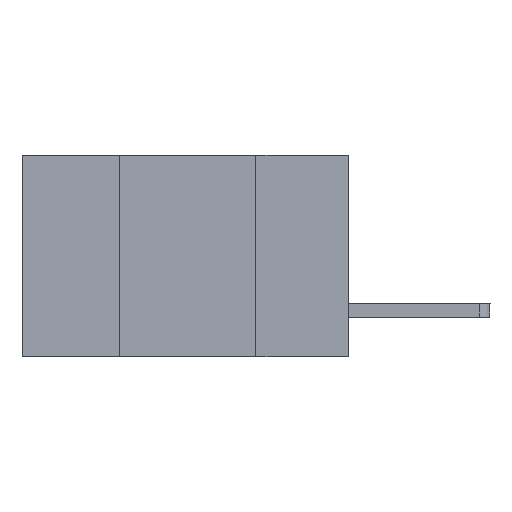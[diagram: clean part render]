
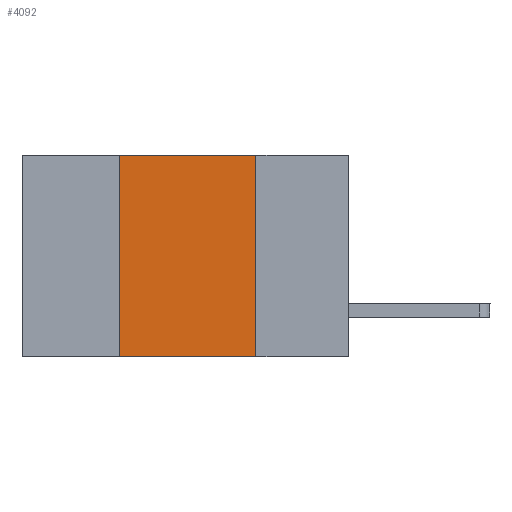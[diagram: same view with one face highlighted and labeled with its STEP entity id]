
A CAD part, left-side view. The second image highlights one B-rep face of the part: STEP entity #4092.
In plain terms, the highlighted planar face has unit normal (-1, 0, 0).
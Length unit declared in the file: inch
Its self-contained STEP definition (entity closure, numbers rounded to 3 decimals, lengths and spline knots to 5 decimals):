
#86 = ORIENTED_EDGE ( 'NONE', *, *, #4262, .F. ) ;
#120 = CARTESIAN_POINT ( 'NONE',  ( 0., 0.42, 0. ) ) ;
#458 = VERTEX_POINT ( 'NONE', #4335 ) ;
#649 = EDGE_LOOP ( 'NONE', ( #1693, #86, #1281, #10079 ) ) ;
#1281 = ORIENTED_EDGE ( 'NONE', *, *, #7512, .F. ) ;
#1450 = CARTESIAN_POINT ( 'NONE',  ( 0., 0.6, -0.37 ) ) ;
#1693 = ORIENTED_EDGE ( 'NONE', *, *, #5622, .F. ) ;
#1707 = CARTESIAN_POINT ( 'NONE',  ( 0., 0.17, 0. ) ) ;
#2339 = DIRECTION ( 'NONE',  ( 0., -1., 0. ) ) ;
#2423 = LINE ( 'NONE', #1707, #8011 ) ;
#2789 = LINE ( 'NONE', #120, #6099 ) ;
#2806 = EDGE_CURVE ( 'NONE', #458, #3878, #10885, .T. ) ;
#3214 = PLANE ( 'NONE',  #8752 ) ;
#3252 = DIRECTION ( 'NONE',  ( 1., 0., 0. ) ) ;
#3878 = VERTEX_POINT ( 'NONE', #8103 ) ;
#4092 = ADVANCED_FACE ( 'NONE', ( #4477 ), #3214, .F. ) ;
#4262 = EDGE_CURVE ( 'NONE', #10977, #6979, #5529, .T. ) ;
#4335 = CARTESIAN_POINT ( 'NONE',  ( 0., 0.42, -0.37 ) ) ;
#4477 = FACE_OUTER_BOUND ( 'NONE', #649, .T. ) ;
#5263 = DIRECTION ( 'NONE',  ( 0., 0., 1. ) ) ;
#5529 = LINE ( 'NONE', #8508, #8451 ) ;
#5622 = EDGE_CURVE ( 'NONE', #6979, #3878, #2423, .T. ) ;
#5941 = DIRECTION ( 'NONE',  ( 0., -1., 0. ) ) ;
#6099 = VECTOR ( 'NONE', #5263, 39.37008 ) ;
#6228 = CARTESIAN_POINT ( 'NONE',  ( 0., 0.17, 0. ) ) ;
#6876 = VECTOR ( 'NONE', #2339, 39.37008 ) ;
#6979 = VERTEX_POINT ( 'NONE', #6228 ) ;
#7512 = EDGE_CURVE ( 'NONE', #458, #10977, #2789, .T. ) ;
#7934 = CARTESIAN_POINT ( 'NONE',  ( 0., 0.42, 0. ) ) ;
#8011 = VECTOR ( 'NONE', #9345, 39.37008 ) ;
#8103 = CARTESIAN_POINT ( 'NONE',  ( 0., 0.17, -0.37 ) ) ;
#8327 = DIRECTION ( 'NONE',  ( 0., 0., -1. ) ) ;
#8451 = VECTOR ( 'NONE', #5941, 39.37008 ) ;
#8508 = CARTESIAN_POINT ( 'NONE',  ( 0., 0.6, 0. ) ) ;
#8752 = AXIS2_PLACEMENT_3D ( 'NONE', #9103, #3252, #8327 ) ;
#9103 = CARTESIAN_POINT ( 'NONE',  ( 0., 0.6, 0. ) ) ;
#9345 = DIRECTION ( 'NONE',  ( 0., 0., -1. ) ) ;
#10079 = ORIENTED_EDGE ( 'NONE', *, *, #2806, .T. ) ;
#10885 = LINE ( 'NONE', #1450, #6876 ) ;
#10977 = VERTEX_POINT ( 'NONE', #7934 ) ;
